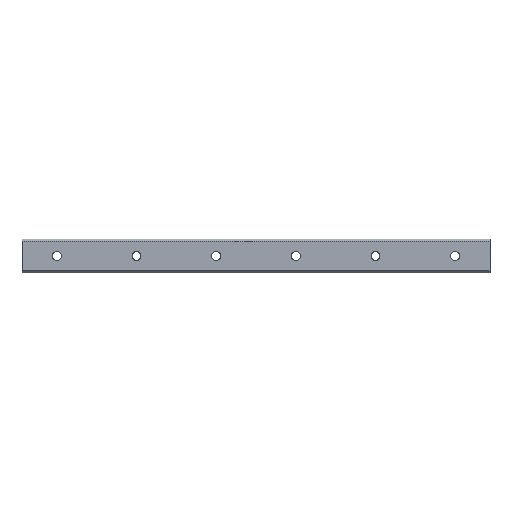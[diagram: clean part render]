
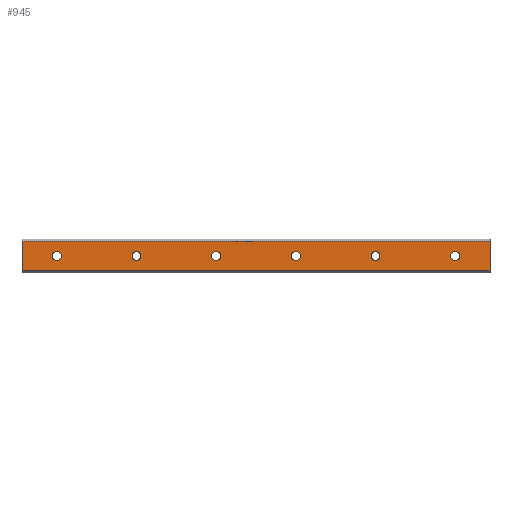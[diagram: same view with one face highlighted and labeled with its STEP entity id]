
A CAD part, front view. The second image highlights one B-rep face of the part: STEP entity #945.
In plain terms, the highlighted planar face has unit normal (0, -1, 0).
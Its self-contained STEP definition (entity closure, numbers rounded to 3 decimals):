
#6 = FACE_BOUND ( 'NONE', #1257, .T. ) ;
#19 = VERTEX_POINT ( 'NONE', #992 ) ;
#25 = CARTESIAN_POINT ( 'NONE',  ( 320., 0., -4.5 ) ) ;
#30 = EDGE_CURVE ( 'NONE', #1367, #190, #746, .T. ) ;
#36 = CARTESIAN_POINT ( 'NONE',  ( 435., 0., 14.95 ) ) ;
#37 = VERTEX_POINT ( 'NONE', #25 ) ;
#62 = EDGE_LOOP ( 'NONE', ( #1111, #132 ) ) ;
#63 = CARTESIAN_POINT ( 'NONE',  ( -35., 0., 14.95 ) ) ;
#69 = ORIENTED_EDGE ( 'NONE', *, *, #105, .F. ) ;
#73 = VERTEX_POINT ( 'NONE', #1689 ) ;
#104 = EDGE_LOOP ( 'NONE', ( #1698, #1520 ) ) ;
#105 = EDGE_CURVE ( 'NONE', #1347, #1691, #1175, .T. ) ;
#112 = VERTEX_POINT ( 'NONE', #366 ) ;
#131 = CARTESIAN_POINT ( 'NONE',  ( -35., 0., -14.95 ) ) ;
#132 = ORIENTED_EDGE ( 'NONE', *, *, #1565, .F. ) ;
#133 = VECTOR ( 'NONE', #1147, 1000. ) ;
#147 = AXIS2_PLACEMENT_3D ( 'NONE', #819, #1511, #1659 ) ;
#149 = VECTOR ( 'NONE', #655, 1000. ) ;
#151 = AXIS2_PLACEMENT_3D ( 'NONE', #1554, #974, #171 ) ;
#153 = FACE_BOUND ( 'NONE', #62, .T. ) ;
#167 = DIRECTION ( 'NONE',  ( 0., 0., 1. ) ) ;
#171 = DIRECTION ( 'NONE',  ( 0., 0., 1. ) ) ;
#190 = VERTEX_POINT ( 'NONE', #348 ) ;
#200 = CARTESIAN_POINT ( 'NONE',  ( 0., 0., 4.5 ) ) ;
#210 = DIRECTION ( 'NONE',  ( 0., 0., 1. ) ) ;
#216 = CARTESIAN_POINT ( 'NONE',  ( 400., 0., 4.5 ) ) ;
#234 = CARTESIAN_POINT ( 'NONE',  ( -35., 0., 14.95 ) ) ;
#237 = CIRCLE ( 'NONE', #147, 4.5 ) ;
#244 = CARTESIAN_POINT ( 'NONE',  ( 80., 0., 0. ) ) ;
#272 = CARTESIAN_POINT ( 'NONE',  ( 160., 0., -4.5 ) ) ;
#276 = AXIS2_PLACEMENT_3D ( 'NONE', #1480, #360, #626 ) ;
#287 = DIRECTION ( 'NONE',  ( 0., 0., -1. ) ) ;
#291 = DIRECTION ( 'NONE',  ( 0., 0., 1. ) ) ;
#318 = PLANE ( 'NONE',  #625 ) ;
#348 = CARTESIAN_POINT ( 'NONE',  ( 160., 0., 4.5 ) ) ;
#351 = DIRECTION ( 'NONE',  ( 0., 0., 1. ) ) ;
#359 = DIRECTION ( 'NONE',  ( 0., 0., 1. ) ) ;
#360 = DIRECTION ( 'NONE',  ( 0., -1., 0. ) ) ;
#366 = CARTESIAN_POINT ( 'NONE',  ( 80., 0., 4.5 ) ) ;
#381 = EDGE_CURVE ( 'NONE', #190, #1367, #1017, .T. ) ;
#384 = CARTESIAN_POINT ( 'NONE',  ( 240., 0., -4.5 ) ) ;
#385 = ORIENTED_EDGE ( 'NONE', *, *, #1012, .F. ) ;
#391 = ORIENTED_EDGE ( 'NONE', *, *, #1624, .F. ) ;
#396 = ORIENTED_EDGE ( 'NONE', *, *, #636, .F. ) ;
#448 = VERTEX_POINT ( 'NONE', #1552 ) ;
#458 = DIRECTION ( 'NONE',  ( 0., 0., 1. ) ) ;
#459 = FACE_BOUND ( 'NONE', #1433, .T. ) ;
#466 = CARTESIAN_POINT ( 'NONE',  ( 320., 0., 0. ) ) ;
#468 = LINE ( 'NONE', #1143, #1199 ) ;
#476 = ORIENTED_EDGE ( 'NONE', *, *, #584, .F. ) ;
#516 = CIRCLE ( 'NONE', #151, 4.5 ) ;
#517 = CIRCLE ( 'NONE', #276, 4.5 ) ;
#519 = ORIENTED_EDGE ( 'NONE', *, *, #1285, .F. ) ;
#584 = EDGE_CURVE ( 'NONE', #19, #1525, #1807, .T. ) ;
#588 = DIRECTION ( 'NONE',  ( 0., -1., 0. ) ) ;
#591 = FACE_BOUND ( 'NONE', #1710, .T. ) ;
#602 = DIRECTION ( 'NONE',  ( 0., 0., 1. ) ) ;
#617 = CARTESIAN_POINT ( 'NONE',  ( 240., 0., 0. ) ) ;
#623 = EDGE_CURVE ( 'NONE', #1525, #19, #1082, .T. ) ;
#624 = CARTESIAN_POINT ( 'NONE',  ( 80., 0., 0. ) ) ;
#625 = AXIS2_PLACEMENT_3D ( 'NONE', #1415, #1442, #210 ) ;
#626 = DIRECTION ( 'NONE',  ( 0., 0., 1. ) ) ;
#636 = EDGE_CURVE ( 'NONE', #448, #1347, #468, .T. ) ;
#649 = ORIENTED_EDGE ( 'NONE', *, *, #1264, .F. ) ;
#655 = DIRECTION ( 'NONE',  ( 1., 0., 0. ) ) ;
#685 = CIRCLE ( 'NONE', #1305, 4.5 ) ;
#696 = AXIS2_PLACEMENT_3D ( 'NONE', #1534, #1418, #712 ) ;
#712 = DIRECTION ( 'NONE',  ( 0., 0., 1. ) ) ;
#716 = DIRECTION ( 'NONE',  ( 0., 0., 1. ) ) ;
#732 = EDGE_CURVE ( 'NONE', #73, #975, #1744, .T. ) ;
#735 = AXIS2_PLACEMENT_3D ( 'NONE', #244, #1094, #799 ) ;
#736 = DIRECTION ( 'NONE',  ( 0., -1., 0. ) ) ;
#746 = CIRCLE ( 'NONE', #696, 4.5 ) ;
#750 = CARTESIAN_POINT ( 'NONE',  ( 240., 0., 0. ) ) ;
#799 = DIRECTION ( 'NONE',  ( 0., 0., 1. ) ) ;
#817 = DIRECTION ( 'NONE',  ( 0., -1., 0. ) ) ;
#819 = CARTESIAN_POINT ( 'NONE',  ( 320., 0., 0. ) ) ;
#824 = AXIS2_PLACEMENT_3D ( 'NONE', #750, #1741, #602 ) ;
#831 = DIRECTION ( 'NONE',  ( 0., -1., 0. ) ) ;
#851 = AXIS2_PLACEMENT_3D ( 'NONE', #1702, #831, #291 ) ;
#885 = VERTEX_POINT ( 'NONE', #1420 ) ;
#892 = DIRECTION ( 'NONE',  ( 0., -1., 0. ) ) ;
#895 = DIRECTION ( 'NONE',  ( 0., -1., 0. ) ) ;
#901 = CARTESIAN_POINT ( 'NONE',  ( 435., 0., -14.95 ) ) ;
#904 = ORIENTED_EDGE ( 'NONE', *, *, #732, .F. ) ;
#942 = AXIS2_PLACEMENT_3D ( 'NONE', #1778, #817, #1057 ) ;
#945 = ADVANCED_FACE ( 'NONE', ( #1396, #6, #153, #1547, #591, #1123, #459 ), #318, .F. ) ;
#953 = EDGE_CURVE ( 'NONE', #885, #112, #1494, .T. ) ;
#974 = DIRECTION ( 'NONE',  ( 0., -1., 0. ) ) ;
#975 = VERTEX_POINT ( 'NONE', #200 ) ;
#992 = CARTESIAN_POINT ( 'NONE',  ( 240., 0., 4.5 ) ) ;
#1012 = EDGE_CURVE ( 'NONE', #1386, #448, #1728, .T. ) ;
#1017 = CIRCLE ( 'NONE', #851, 4.5 ) ;
#1057 = DIRECTION ( 'NONE',  ( 0., 0., 1. ) ) ;
#1082 = CIRCLE ( 'NONE', #1560, 4.5 ) ;
#1094 = DIRECTION ( 'NONE',  ( 0., -1., 0. ) ) ;
#1111 = ORIENTED_EDGE ( 'NONE', *, *, #1293, .F. ) ;
#1122 = EDGE_LOOP ( 'NONE', ( #519, #1203 ) ) ;
#1123 = FACE_BOUND ( 'NONE', #104, .T. ) ;
#1143 = CARTESIAN_POINT ( 'NONE',  ( 435., 0., 14.95 ) ) ;
#1147 = DIRECTION ( 'NONE',  ( -1., 0., 0. ) ) ;
#1157 = CIRCLE ( 'NONE', #1610, 4.5 ) ;
#1172 = EDGE_CURVE ( 'NONE', #112, #885, #1461, .T. ) ;
#1175 = LINE ( 'NONE', #1580, #133 ) ;
#1199 = VECTOR ( 'NONE', #287, 1000. ) ;
#1203 = ORIENTED_EDGE ( 'NONE', *, *, #1740, .F. ) ;
#1257 = EDGE_LOOP ( 'NONE', ( #649, #904 ) ) ;
#1264 = EDGE_CURVE ( 'NONE', #975, #73, #516, .T. ) ;
#1285 = EDGE_CURVE ( 'NONE', #1485, #37, #1157, .T. ) ;
#1293 = EDGE_CURVE ( 'NONE', #1403, #1326, #685, .T. ) ;
#1305 = AXIS2_PLACEMENT_3D ( 'NONE', #1412, #736, #167 ) ;
#1326 = VERTEX_POINT ( 'NONE', #1677 ) ;
#1347 = VERTEX_POINT ( 'NONE', #901 ) ;
#1367 = VERTEX_POINT ( 'NONE', #272 ) ;
#1386 = VERTEX_POINT ( 'NONE', #63 ) ;
#1396 = FACE_OUTER_BOUND ( 'NONE', #1447, .T. ) ;
#1403 = VERTEX_POINT ( 'NONE', #216 ) ;
#1412 = CARTESIAN_POINT ( 'NONE',  ( 400., 0., 0. ) ) ;
#1415 = CARTESIAN_POINT ( 'NONE',  ( 435., 0., 14.95 ) ) ;
#1418 = DIRECTION ( 'NONE',  ( 0., -1., 0. ) ) ;
#1420 = CARTESIAN_POINT ( 'NONE',  ( 80., 0., -4.5 ) ) ;
#1433 = EDGE_LOOP ( 'NONE', ( #1597, #1625 ) ) ;
#1442 = DIRECTION ( 'NONE',  ( 0., 1., 0. ) ) ;
#1447 = EDGE_LOOP ( 'NONE', ( #69, #396, #385, #391 ) ) ;
#1461 = CIRCLE ( 'NONE', #735, 4.5 ) ;
#1480 = CARTESIAN_POINT ( 'NONE',  ( 400., 0., 0. ) ) ;
#1485 = VERTEX_POINT ( 'NONE', #1782 ) ;
#1494 = CIRCLE ( 'NONE', #1700, 4.5 ) ;
#1511 = DIRECTION ( 'NONE',  ( 0., -1., 0. ) ) ;
#1520 = ORIENTED_EDGE ( 'NONE', *, *, #30, .F. ) ;
#1525 = VERTEX_POINT ( 'NONE', #384 ) ;
#1534 = CARTESIAN_POINT ( 'NONE',  ( 160., 0., 0. ) ) ;
#1547 = FACE_BOUND ( 'NONE', #1122, .T. ) ;
#1552 = CARTESIAN_POINT ( 'NONE',  ( 435., 0., 14.95 ) ) ;
#1554 = CARTESIAN_POINT ( 'NONE',  ( 0., 0., 0. ) ) ;
#1560 = AXIS2_PLACEMENT_3D ( 'NONE', #617, #895, #458 ) ;
#1565 = EDGE_CURVE ( 'NONE', #1326, #1403, #517, .T. ) ;
#1580 = CARTESIAN_POINT ( 'NONE',  ( 435., 0., -14.95 ) ) ;
#1592 = LINE ( 'NONE', #234, #1672 ) ;
#1597 = ORIENTED_EDGE ( 'NONE', *, *, #1172, .F. ) ;
#1610 = AXIS2_PLACEMENT_3D ( 'NONE', #466, #588, #716 ) ;
#1624 = EDGE_CURVE ( 'NONE', #1691, #1386, #1592, .T. ) ;
#1625 = ORIENTED_EDGE ( 'NONE', *, *, #953, .F. ) ;
#1659 = DIRECTION ( 'NONE',  ( 0., 0., 1. ) ) ;
#1672 = VECTOR ( 'NONE', #351, 1000. ) ;
#1677 = CARTESIAN_POINT ( 'NONE',  ( 400., 0., -4.5 ) ) ;
#1689 = CARTESIAN_POINT ( 'NONE',  ( 0., 0., -4.5 ) ) ;
#1691 = VERTEX_POINT ( 'NONE', #131 ) ;
#1698 = ORIENTED_EDGE ( 'NONE', *, *, #381, .F. ) ;
#1700 = AXIS2_PLACEMENT_3D ( 'NONE', #624, #892, #359 ) ;
#1702 = CARTESIAN_POINT ( 'NONE',  ( 160., 0., 0. ) ) ;
#1710 = EDGE_LOOP ( 'NONE', ( #476, #1792 ) ) ;
#1728 = LINE ( 'NONE', #36, #149 ) ;
#1740 = EDGE_CURVE ( 'NONE', #37, #1485, #237, .T. ) ;
#1741 = DIRECTION ( 'NONE',  ( 0., -1., 0. ) ) ;
#1744 = CIRCLE ( 'NONE', #942, 4.5 ) ;
#1778 = CARTESIAN_POINT ( 'NONE',  ( 0., 0., 0. ) ) ;
#1782 = CARTESIAN_POINT ( 'NONE',  ( 320., 0., 4.5 ) ) ;
#1792 = ORIENTED_EDGE ( 'NONE', *, *, #623, .F. ) ;
#1807 = CIRCLE ( 'NONE', #824, 4.5 ) ;
